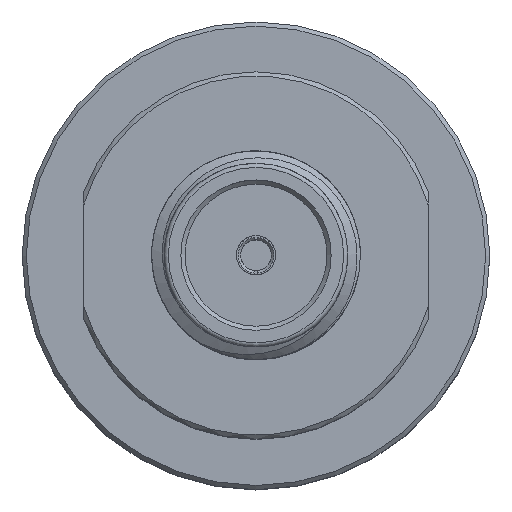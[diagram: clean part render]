
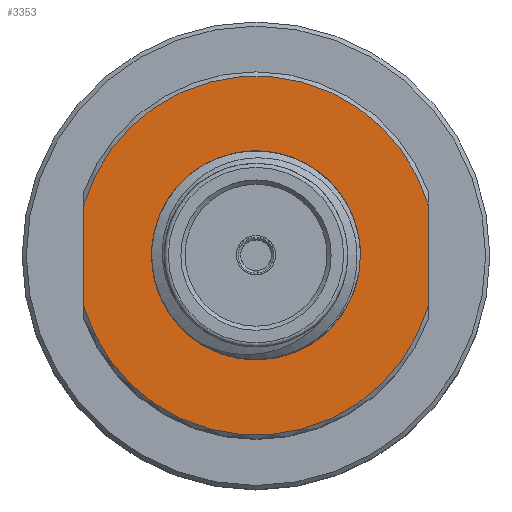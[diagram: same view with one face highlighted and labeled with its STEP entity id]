
A CAD part, top view. The second image highlights one B-rep face of the part: STEP entity #3353.
In plain terms, the highlighted planar face has unit normal (0, 0, 1).
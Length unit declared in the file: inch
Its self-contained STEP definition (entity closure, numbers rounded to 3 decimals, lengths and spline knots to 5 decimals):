
#8 = EDGE_LOOP ( 'NONE', ( #2637 ) ) ;
#90 = CARTESIAN_POINT ( 'NONE',  ( 0.20669, -0.05919, -0.278 ) ) ;
#106 = VECTOR ( 'NONE', #466, 39.37008 ) ;
#232 = AXIS2_PLACEMENT_3D ( 'NONE', #546, #2586, #522 ) ;
#245 = AXIS2_PLACEMENT_3D ( 'NONE', #2067, #1495, #3569 ) ;
#317 = LINE ( 'NONE', #2706, #1792 ) ;
#466 = DIRECTION ( 'NONE',  ( 0., -1., 0. ) ) ;
#485 = DIRECTION ( 'NONE',  ( 1., 0., 0. ) ) ;
#493 = ORIENTED_EDGE ( 'NONE', *, *, #3805, .T. ) ;
#522 = DIRECTION ( 'NONE',  ( 1., 0., 0. ) ) ;
#546 = CARTESIAN_POINT ( 'NONE',  ( 0., 0., -0.278 ) ) ;
#562 = CARTESIAN_POINT ( 'NONE',  ( 0.20669, 0.05919, -0.278 ) ) ;
#633 = DIRECTION ( 'NONE',  ( 1., 0., 0. ) ) ;
#761 = ORIENTED_EDGE ( 'NONE', *, *, #3324, .T. ) ;
#905 = CARTESIAN_POINT ( 'NONE',  ( -0.20669, -0.05919, -0.278 ) ) ;
#972 = CIRCLE ( 'NONE', #3099, 0.215 ) ;
#1107 = DIRECTION ( 'NONE',  ( 0., 0., 1. ) ) ;
#1365 = CIRCLE ( 'NONE', #245, 0.125 ) ;
#1436 = VERTEX_POINT ( 'NONE', #90 ) ;
#1495 = DIRECTION ( 'NONE',  ( 0., 0., 1. ) ) ;
#1539 = VERTEX_POINT ( 'NONE', #2731 ) ;
#1571 = CARTESIAN_POINT ( 'NONE',  ( 0., 0., -0.278 ) ) ;
#1752 = FACE_OUTER_BOUND ( 'NONE', #3317, .T. ) ;
#1792 = VECTOR ( 'NONE', #2376, 39.37008 ) ;
#1843 = VERTEX_POINT ( 'NONE', #562 ) ;
#1847 = EDGE_CURVE ( 'NONE', #1539, #1539, #1365, .T. ) ;
#2002 = VERTEX_POINT ( 'NONE', #905 ) ;
#2050 = PLANE ( 'NONE',  #232 ) ;
#2067 = CARTESIAN_POINT ( 'NONE',  ( 0., 0., -0.278 ) ) ;
#2292 = ORIENTED_EDGE ( 'NONE', *, *, #3214, .T. ) ;
#2329 = CARTESIAN_POINT ( 'NONE',  ( 0., 0., -0.278 ) ) ;
#2376 = DIRECTION ( 'NONE',  ( 0., 1., 0. ) ) ;
#2498 = CARTESIAN_POINT ( 'NONE',  ( -0.20669, 0.05919, -0.278 ) ) ;
#2586 = DIRECTION ( 'NONE',  ( 0., 0., 1. ) ) ;
#2637 = ORIENTED_EDGE ( 'NONE', *, *, #1847, .F. ) ;
#2667 = CIRCLE ( 'NONE', #3615, 0.215 ) ;
#2706 = CARTESIAN_POINT ( 'NONE',  ( 0.20669, -0.27846, -0.278 ) ) ;
#2731 = CARTESIAN_POINT ( 'NONE',  ( 0.125, 0., -0.278 ) ) ;
#2912 = CARTESIAN_POINT ( 'NONE',  ( -0.20669, -0.27846, -0.278 ) ) ;
#2938 = EDGE_CURVE ( 'NONE', #1436, #1843, #317, .T. ) ;
#2962 = ORIENTED_EDGE ( 'NONE', *, *, #2938, .T. ) ;
#3041 = DIRECTION ( 'NONE',  ( 0., 0., 1. ) ) ;
#3099 = AXIS2_PLACEMENT_3D ( 'NONE', #1571, #1107, #485 ) ;
#3214 = EDGE_CURVE ( 'NONE', #1843, #3549, #972, .T. ) ;
#3234 = FACE_BOUND ( 'NONE', #8, .T. ) ;
#3317 = EDGE_LOOP ( 'NONE', ( #761, #493, #2962, #2292 ) ) ;
#3324 = EDGE_CURVE ( 'NONE', #3549, #2002, #3795, .T. ) ;
#3353 = ADVANCED_FACE ( 'NONE', ( #3234, #1752 ), #2050, .T. ) ;
#3549 = VERTEX_POINT ( 'NONE', #2498 ) ;
#3569 = DIRECTION ( 'NONE',  ( 1., 0., 0. ) ) ;
#3615 = AXIS2_PLACEMENT_3D ( 'NONE', #2329, #3041, #633 ) ;
#3795 = LINE ( 'NONE', #2912, #106 ) ;
#3805 = EDGE_CURVE ( 'NONE', #2002, #1436, #2667, .T. ) ;
